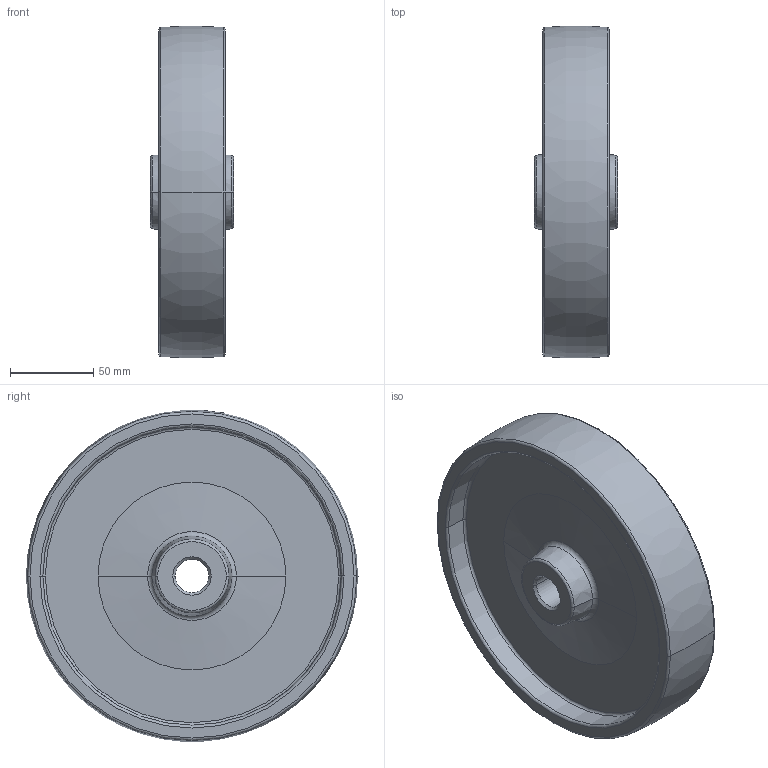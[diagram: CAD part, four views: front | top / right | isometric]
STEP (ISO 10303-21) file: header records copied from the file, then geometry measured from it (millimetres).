
FILE_DESCRIPTION (( 'STEP AP214' ), '1' );
FILE_NAME ('0033174.step', '2024-02-05T11:32:05', ( '' ), ( '' ), 'SwSTEP 2.0', 'SolidWorks 2020', '' );
FILE_SCHEMA (( 'AUTOMOTIVE_DESIGN' ));
Length unit declared in the file: millimetre
Products named in the file (1): 0033174
Bounding box: 50 x 199.78 x 199.38 mm (x, y, z)
Volume: 555836.1 mm3; surface area: 107670.6 mm2
Topology: 1 solids, 1 shells, 46 faces, 92 edges, 52 vertices
Faces by surface type: torus 22, cone 16, plane 6, cylinder 2
Entity records: 1244 total; most frequent: DIRECTION 260, CARTESIAN_POINT 191, ORIENTED_EDGE 184, AXIS2_PLACEMENT_3D 121, EDGE_CURVE 92, CIRCLE 74, EDGE_LOOP 52, VERTEX_POINT 52
